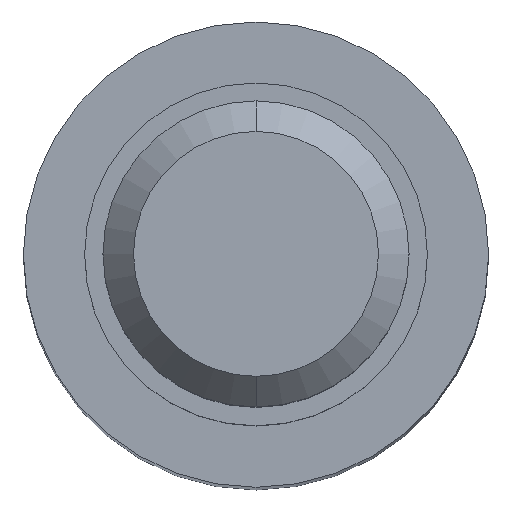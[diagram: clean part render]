
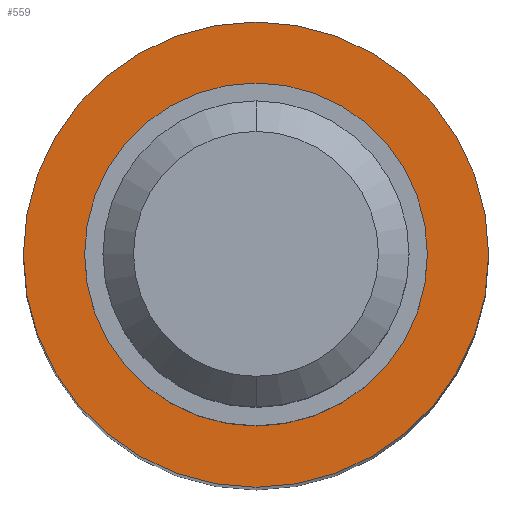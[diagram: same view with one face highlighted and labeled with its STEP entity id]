
A CAD part, top view. The second image highlights one B-rep face of the part: STEP entity #559.
In plain terms, the highlighted face is planar.
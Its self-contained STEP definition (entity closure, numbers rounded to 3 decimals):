
#186=CARTESIAN_POINT('',(0.,0.,0.));
#187=DIRECTION('',(0.,0.,1.));
#188=DIRECTION('',(0.,1.,0.));
#189=AXIS2_PLACEMENT_3D('',#186,#187,#188);
#194=CARTESIAN_POINT('',(0.,0.,0.));
#195=DIRECTION('',(0.,0.,-1.));
#196=DIRECTION('',(0.,1.,0.));
#197=AXIS2_PLACEMENT_3D('',#194,#195,#196);
#202=CARTESIAN_POINT('',(0.,0.,0.));
#203=DIRECTION('',(0.,0.,-1.));
#204=DIRECTION('',(0.,1.,0.));
#205=AXIS2_PLACEMENT_3D('',#202,#203,#204);
#210=CARTESIAN_POINT('',(0.,0.,0.));
#211=DIRECTION('',(0.,0.,1.));
#212=DIRECTION('',(0.,1.,0.));
#213=AXIS2_PLACEMENT_3D('',#210,#211,#212);
#341=CARTESIAN_POINT('',(0.,2.8,0.));
#343=VERTEX_POINT('',#341);
#344=CARTESIAN_POINT('',(0.,3.8,0.));
#346=VERTEX_POINT('',#344);
#365=CARTESIAN_POINT('',(0.,-2.8,0.));
#367=VERTEX_POINT('',#365);
#368=CARTESIAN_POINT('',(0.,-3.8,0.));
#370=VERTEX_POINT('',#368);
#544=CARTESIAN_POINT('',(0.,0.,0.));
#545=DIRECTION('',(0.,0.,-1.));
#546=DIRECTION('',(0.,-1.,0.));
#547=AXIS2_PLACEMENT_3D('',#544,#545,#546);
#548=PLANE('',#547);
#549=ORIENTED_EDGE('',*,*,#526,.T.);
#550=ORIENTED_EDGE('',*,*,#537,.F.);
#551=EDGE_LOOP('',(#549,#550));
#552=FACE_OUTER_BOUND('',#551,.F.);
#554=ORIENTED_EDGE('',*,*,#553,.T.);
#556=ORIENTED_EDGE('',*,*,#555,.F.);
#557=EDGE_LOOP('',(#554,#556));
#558=FACE_BOUND('',#557,.F.);
#559=ADVANCED_FACE('',(#552,#558),#548,.T.);
#190=CIRCLE('',#189,3.8);
#198=CIRCLE('',#197,3.8);
#206=CIRCLE('',#205,2.8);
#214=CIRCLE('',#213,2.8);
#526=EDGE_CURVE('',#346,#370,#190,.T.);
#537=EDGE_CURVE('',#346,#370,#198,.T.);
#553=EDGE_CURVE('',#343,#367,#206,.T.);
#555=EDGE_CURVE('',#343,#367,#214,.T.);
